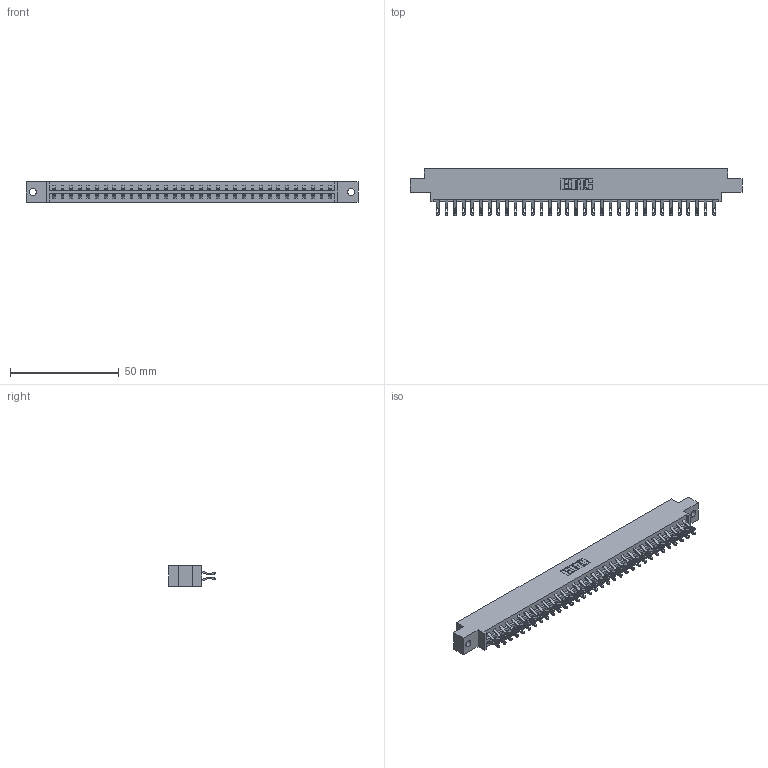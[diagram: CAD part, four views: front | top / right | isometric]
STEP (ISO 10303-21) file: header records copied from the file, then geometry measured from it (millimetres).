
FILE_DESCRIPTION (( 'STEP AP203' ), '1' );
FILE_NAME ('333-066-555-802.STEP', '2018-08-04T11:49:09', ( '' ), ( '' ), 'SwSTEP 2.0', 'SolidWorks 2016', '' );
FILE_SCHEMA (( 'CONFIG_CONTROL_DESIGN' ));
Length unit declared in the file: inch
Products named in the file (3): 333 Part_Offset - .128 Dia; 345-292-001_555 Tail; 333-066-555-802
Assembly tree (67 placements, depth 2):
  333-066-555-802
    333 Part_Offset - .128 Dia
    345-292-001_555 Tail  x66
Bounding box: 152.3 x 21.47 x 9.4 mm (x, y, z)
Volume: 15391.6 mm3; surface area: 18763.4 mm2
Topology: 67 solids, 67 shells, 3946 faces, 12401 edges, 8266 vertices
Faces by surface type: plane 2318, cylinder 1628
Entity records: 22855 total; most frequent: CARTESIAN_POINT 3836, ORIENTED_EDGE 3742, DIRECTION 3263, EDGE_CURVE 1871, LINE 1723, VECTOR 1723, VERTEX_POINT 1246, AXIS2_PLACEMENT_3D 770
